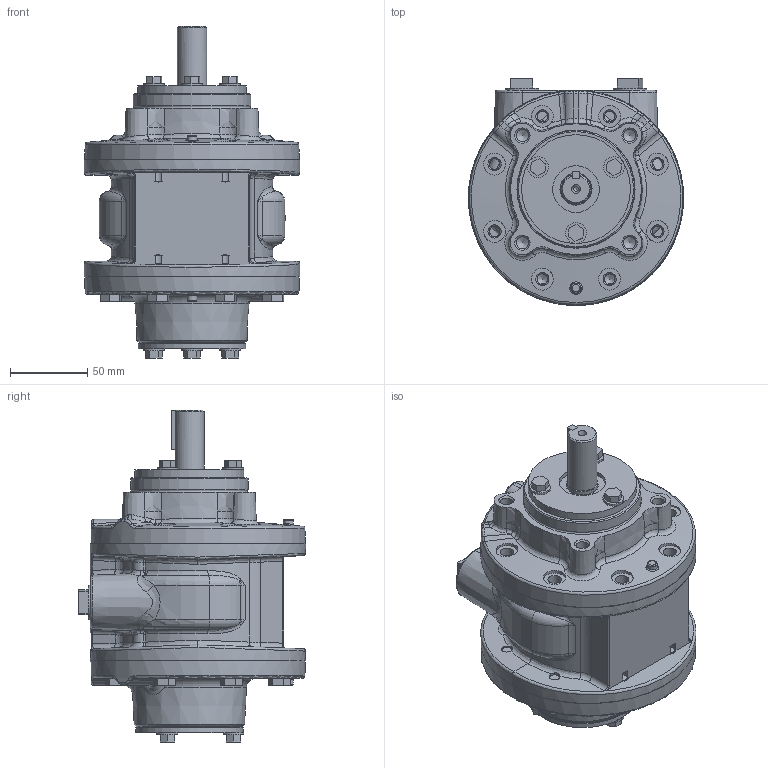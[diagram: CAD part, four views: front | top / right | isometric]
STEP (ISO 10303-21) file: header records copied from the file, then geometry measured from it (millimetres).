
FILE_DESCRIPTION (( 'STEP AP214' ), '1' );
FILE_NAME ('8AM-NRV-32A.STEP', '2025-05-06T10:24:35', ( '' ), ( '' ), 'SwSTEP 2.0', 'SolidWorks 2023', '' );
FILE_SCHEMA (( 'AUTOMOTIVE_DESIGN' ));
Length unit declared in the file: inch
Products named in the file (28): AC878C; AC808; AC964; AC888E; BB695; AC817; AC816; AA735B; AC977; AC879; AC837; 8AM-NRV-32A; AC894B; AC963; AC835A; AC839; BB713; AB136D; AE924C; AC836
Assembly tree (31 placements, depth 2):
  AC808
  AC817
  AA735B
  AC879
  8AM-NRV-32A
    AC878C
    AB136D
    AC816
    AC816
    AC816
    AC816
    AC835A
    AC836
    AC837
    AC839
    AC888E  x2
    AC963
    AC964
    AC977
    AE924C  x2
    BB695
    BB695
    BB695
    BB695
    BB695
    BB695
    BB713  x8
Bounding box: 139.7 x 147.41 x 215.47 mm (x, y, z)
Volume: 860151 mm3; surface area: 289196.5 mm2
Topology: 33 solids, 33 shells, 955 faces, 2316 edges, 1430 vertices
Faces by surface type: bspline 298, plane 294, cylinder 238, cone 81, torus 44
Full cylindrical faces by diameter (mm): 3.048 x1, 4.94 x2, 6.35 x6, 6.731 x3, 6.756 x3, 6.909 x16, 7.112 x3, 7.874 x4, 7.938 x8, 8.636 x32, 12.7 x2, 13.462 x6, 14.224 x8, 17.78 x2, 19.026 x1, 19.05 x8, 19.837 x1, 20.006 x1, 30.226 x1, 34.925 x1, 35.027 x1, 44.45 x1, 62.901 x2, 68.275 x1, 69.85 x1, 70.612 x1, 76.175 x1, 83.57 x1, 92.151 x1, 138.938 x2
Entity records: 45181 total; most frequent: CARTESIAN_POINT 27402, ORIENTED_EDGE 3632, DIRECTION 2797, EDGE_CURVE 1816, VERTEX_POINT 1207, AXIS2_PLACEMENT_3D 1195, EDGE_LOOP 1185, FACE_OUTER_BOUND 970
